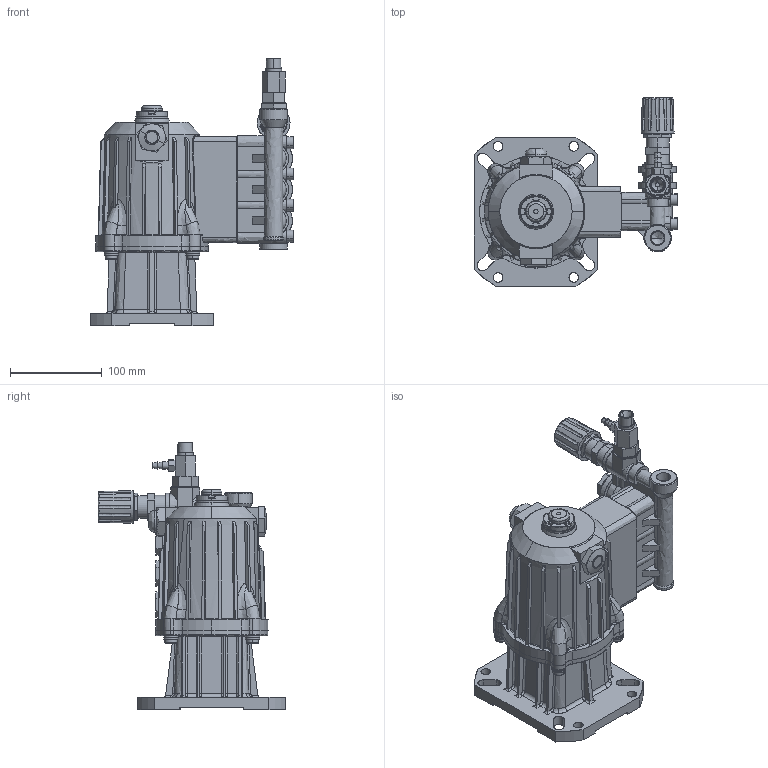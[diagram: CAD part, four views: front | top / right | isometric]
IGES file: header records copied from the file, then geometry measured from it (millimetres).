
Start section: SolidWorks IGES file using analytic representation for surfaces
Global section: file name: 67DX39GSI.IGS; native system: SolidWorks 2007; preprocessor: SolidWorks 2007; author: SAL; date: 061013.152641; units: inch
Bounding box: 222.5 x 205.1 x 292.6 mm (x, y, z)
Surface area: 336907.9 mm2 (no closed solid volume)
Topology: 0 solids, 0 shells, 1608 faces, 22022 edges, 21960 vertices
Faces by surface type: bspline 936, revolution 672
